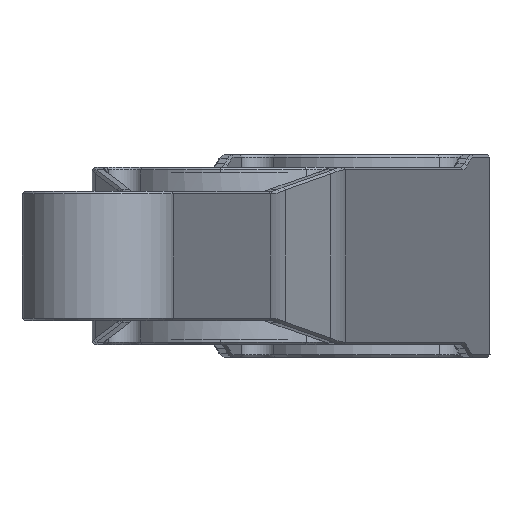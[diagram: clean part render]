
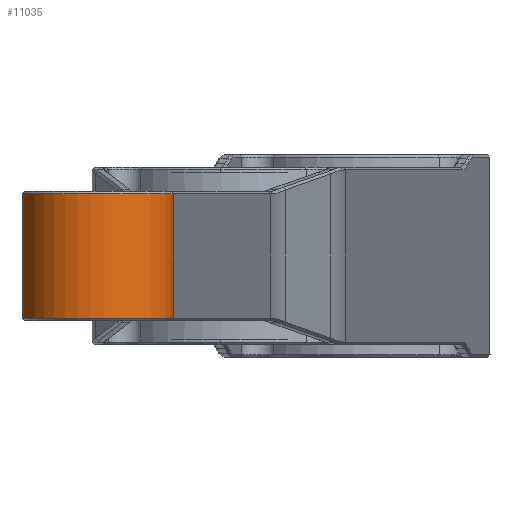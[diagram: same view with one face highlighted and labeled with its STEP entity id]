
A CAD part, left-side view. The second image highlights one B-rep face of the part: STEP entity #11035.
In plain terms, the highlighted cylindrical face has radius 30 mm (diameter 60 mm), a partial arc.
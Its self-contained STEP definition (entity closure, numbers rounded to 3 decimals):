
#3791 = PLANE('',#3792);
#3792 = AXIS2_PLACEMENT_3D('',#3793,#3794,#3795);
#3793 = CARTESIAN_POINT('',(475.886,-70.137,-665.5));
#3794 = DIRECTION('',(0.095,0.995,0.));
#3795 = DIRECTION('',(0.995,-0.095,0.));
#6247 = VERTEX_POINT('',#6248);
#6248 = CARTESIAN_POINT('',(475.886,-70.137,
    -730.));
#6285 = CONICAL_SURFACE('',#6286,29.5,0.785);
#6286 = AXIS2_PLACEMENT_3D('',#6287,#6288,#6289);
#6287 = CARTESIAN_POINT('',(473.023,-100.,-730.5));
#6288 = DIRECTION('',(0.,0.,1.));
#6289 = DIRECTION('',(-0.095,-0.995,0.));
#6325 = VERTEX_POINT('',#6326);
#6326 = CARTESIAN_POINT('',(475.886,-70.137,-681.));
#6352 = EDGE_CURVE('',#6325,#6247,#6353,.T.);
#6353 = SURFACE_CURVE('',#6354,(#6358,#6365),.PCURVE_S1.);
#6354 = LINE('',#6355,#6356);
#6355 = CARTESIAN_POINT('',(475.886,-70.137,
    -681.));
#6356 = VECTOR('',#6357,1.);
#6357 = DIRECTION('',(0.,0.,-1.));
#6358 = PCURVE('',#3791,#6359);
#6359 = DEFINITIONAL_REPRESENTATION('',(#6360),#6364);
#6360 = LINE('',#6361,#6362);
#6361 = CARTESIAN_POINT('',(0.,15.5));
#6362 = VECTOR('',#6363,1.);
#6363 = DIRECTION('',(0.,1.));
#6364 = ( GEOMETRIC_REPRESENTATION_CONTEXT(2) 
PARAMETRIC_REPRESENTATION_CONTEXT() REPRESENTATION_CONTEXT('2D SPACE',''
  ) );
#6365 = PCURVE('',#6366,#6371);
#6366 = CYLINDRICAL_SURFACE('',#6367,30.);
#6367 = AXIS2_PLACEMENT_3D('',#6368,#6369,#6370);
#6368 = CARTESIAN_POINT('',(473.023,-100.,-665.5));
#6369 = DIRECTION('',(0.,0.,-1.));
#6370 = DIRECTION('',(-0.995,0.095,0.));
#6371 = DEFINITIONAL_REPRESENTATION('',(#6372),#6376);
#6372 = LINE('',#6373,#6374);
#6373 = CARTESIAN_POINT('',(1.571,15.5));
#6374 = VECTOR('',#6375,1.);
#6375 = DIRECTION('',(0.,1.));
#6376 = ( GEOMETRIC_REPRESENTATION_CONTEXT(2) 
PARAMETRIC_REPRESENTATION_CONTEXT() REPRESENTATION_CONTEXT('2D SPACE',''
  ) );
#6447 = CONICAL_SURFACE('',#6448,29.5,0.785);
#6448 = AXIS2_PLACEMENT_3D('',#6449,#6450,#6451);
#6449 = CARTESIAN_POINT('',(473.023,-100.,-680.5));
#6450 = DIRECTION('',(0.,0.,-1.));
#6451 = DIRECTION('',(-0.095,-0.995,0.));
#7073 = PLANE('',#7074);
#7074 = AXIS2_PLACEMENT_3D('',#7075,#7076,#7077);
#7075 = CARTESIAN_POINT('',(883.622,-169.511,-665.5));
#7076 = DIRECTION('',(-0.095,-0.995,0.));
#7077 = DIRECTION('',(-0.995,0.095,0.));
#10245 = VERTEX_POINT('',#10246);
#10246 = CARTESIAN_POINT('',(470.159,-129.863,
    -681.));
#10294 = VERTEX_POINT('',#10295);
#10295 = CARTESIAN_POINT('',(470.159,-129.863,-730.));
#10316 = EDGE_CURVE('',#10245,#10294,#10317,.T.);
#10317 = SURFACE_CURVE('',#10318,(#10322,#10329),.PCURVE_S1.);
#10318 = LINE('',#10319,#10320);
#10319 = CARTESIAN_POINT('',(470.159,-129.863,
    -681.));
#10320 = VECTOR('',#10321,1.);
#10321 = DIRECTION('',(0.,0.,-1.));
#10322 = PCURVE('',#7073,#10323);
#10323 = DEFINITIONAL_REPRESENTATION('',(#10324),#10328);
#10324 = LINE('',#10325,#10326);
#10325 = CARTESIAN_POINT('',(415.359,15.5));
#10326 = VECTOR('',#10327,1.);
#10327 = DIRECTION('',(0.,1.));
#10328 = ( GEOMETRIC_REPRESENTATION_CONTEXT(2) 
PARAMETRIC_REPRESENTATION_CONTEXT() REPRESENTATION_CONTEXT('2D SPACE',''
  ) );
#10329 = PCURVE('',#6366,#10330);
#10330 = DEFINITIONAL_REPRESENTATION('',(#10331),#10335);
#10331 = LINE('',#10332,#10333);
#10332 = CARTESIAN_POINT('',(-1.571,15.5));
#10333 = VECTOR('',#10334,1.);
#10334 = DIRECTION('',(0.,1.));
#10335 = ( GEOMETRIC_REPRESENTATION_CONTEXT(2) 
PARAMETRIC_REPRESENTATION_CONTEXT() REPRESENTATION_CONTEXT('2D SPACE',''
  ) );
#11014 = EDGE_CURVE('',#6247,#10294,#11015,.T.);
#11015 = SURFACE_CURVE('',#11016,(#11021,#11028),.PCURVE_S1.);
#11016 = CIRCLE('',#11017,30.);
#11017 = AXIS2_PLACEMENT_3D('',#11018,#11019,#11020);
#11018 = CARTESIAN_POINT('',(473.023,-100.,-730.));
#11019 = DIRECTION('',(0.,-0.,1.));
#11020 = DIRECTION('',(0.095,0.995,0.));
#11021 = PCURVE('',#6285,#11022);
#11022 = DEFINITIONAL_REPRESENTATION('',(#11023),#11027);
#11023 = LINE('',#11024,#11025);
#11024 = CARTESIAN_POINT('',(-3.142,0.5));
#11025 = VECTOR('',#11026,1.);
#11026 = DIRECTION('',(1.,0.));
#11027 = ( GEOMETRIC_REPRESENTATION_CONTEXT(2) 
PARAMETRIC_REPRESENTATION_CONTEXT() REPRESENTATION_CONTEXT('2D SPACE',''
  ) );
#11028 = PCURVE('',#6366,#11029);
#11029 = DEFINITIONAL_REPRESENTATION('',(#11030),#11034);
#11030 = LINE('',#11031,#11032);
#11031 = CARTESIAN_POINT('',(7.854,64.5));
#11032 = VECTOR('',#11033,1.);
#11033 = DIRECTION('',(-1.,0.));
#11034 = ( GEOMETRIC_REPRESENTATION_CONTEXT(2) 
PARAMETRIC_REPRESENTATION_CONTEXT() REPRESENTATION_CONTEXT('2D SPACE',''
  ) );
#11035 = ADVANCED_FACE('',(#11036),#6366,.T.);
#11036 = FACE_BOUND('',#11037,.T.);
#11037 = EDGE_LOOP('',(#11038,#11039,#11061,#11062));
#11038 = ORIENTED_EDGE('',*,*,#10316,.F.);
#11039 = ORIENTED_EDGE('',*,*,#11040,.T.);
#11040 = EDGE_CURVE('',#10245,#6325,#11041,.T.);
#11041 = SURFACE_CURVE('',#11042,(#11047,#11054),.PCURVE_S1.);
#11042 = CIRCLE('',#11043,30.);
#11043 = AXIS2_PLACEMENT_3D('',#11044,#11045,#11046);
#11044 = CARTESIAN_POINT('',(473.023,-100.,-681.));
#11045 = DIRECTION('',(-0.,0.,-1.));
#11046 = DIRECTION('',(-0.095,-0.995,0.));
#11047 = PCURVE('',#6366,#11048);
#11048 = DEFINITIONAL_REPRESENTATION('',(#11049),#11053);
#11049 = LINE('',#11050,#11051);
#11050 = CARTESIAN_POINT('',(-7.854,15.5));
#11051 = VECTOR('',#11052,1.);
#11052 = DIRECTION('',(1.,0.));
#11053 = ( GEOMETRIC_REPRESENTATION_CONTEXT(2) 
PARAMETRIC_REPRESENTATION_CONTEXT() REPRESENTATION_CONTEXT('2D SPACE',''
  ) );
#11054 = PCURVE('',#6447,#11055);
#11055 = DEFINITIONAL_REPRESENTATION('',(#11056),#11060);
#11056 = LINE('',#11057,#11058);
#11057 = CARTESIAN_POINT('',(-6.283,0.5));
#11058 = VECTOR('',#11059,1.);
#11059 = DIRECTION('',(1.,0.));
#11060 = ( GEOMETRIC_REPRESENTATION_CONTEXT(2) 
PARAMETRIC_REPRESENTATION_CONTEXT() REPRESENTATION_CONTEXT('2D SPACE',''
  ) );
#11061 = ORIENTED_EDGE('',*,*,#6352,.T.);
#11062 = ORIENTED_EDGE('',*,*,#11014,.T.);
